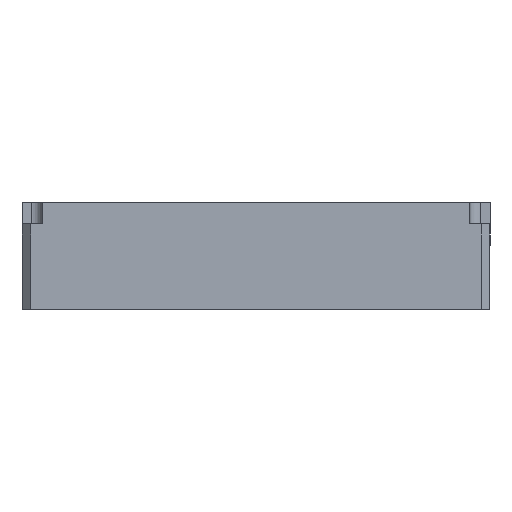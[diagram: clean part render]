
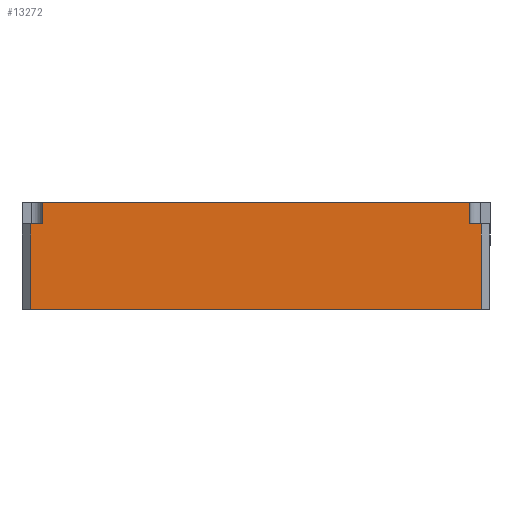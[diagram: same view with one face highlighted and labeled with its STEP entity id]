
A CAD part, front view. The second image highlights one B-rep face of the part: STEP entity #13272.
In plain terms, the highlighted planar face has unit normal (0, -1, 0).
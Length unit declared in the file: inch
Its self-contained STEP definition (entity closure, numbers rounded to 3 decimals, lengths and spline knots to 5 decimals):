
#178 = CARTESIAN_POINT ( 'NONE',  ( 0.13, 0., 0. ) ) ;
#570 = CARTESIAN_POINT ( 'NONE',  ( 0.296, 0., 1.5695 ) ) ;
#697 = CARTESIAN_POINT ( 'NONE',  ( 6.604, 0., 1.257 ) ) ;
#1296 = VERTEX_POINT ( 'NONE', #12478 ) ;
#1682 = ORIENTED_EDGE ( 'NONE', *, *, #10934, .F. ) ;
#1717 = EDGE_CURVE ( 'NONE', #12326, #14654, #10396, .T. ) ;
#1844 = DIRECTION ( 'NONE',  ( 0., 0., 1. ) ) ;
#1857 = VECTOR ( 'NONE', #3231, 39.37008 ) ;
#2991 = LINE ( 'NONE', #9299, #4691 ) ;
#2998 = LINE ( 'NONE', #697, #7079 ) ;
#3231 = DIRECTION ( 'NONE',  ( 0., 0., 1. ) ) ;
#3333 = ORIENTED_EDGE ( 'NONE', *, *, #13127, .T. ) ;
#3467 = LINE ( 'NONE', #4453, #1857 ) ;
#3529 = CARTESIAN_POINT ( 'NONE',  ( 0., 0., 1.257 ) ) ;
#3772 = CARTESIAN_POINT ( 'NONE',  ( 6.77, 0., 0. ) ) ;
#3858 = EDGE_CURVE ( 'NONE', #1296, #9537, #12957, .T. ) ;
#4026 = VECTOR ( 'NONE', #12847, 39.37008 ) ;
#4117 = VERTEX_POINT ( 'NONE', #3772 ) ;
#4223 = DIRECTION ( 'NONE',  ( 1., 0., 0. ) ) ;
#4226 = CARTESIAN_POINT ( 'NONE',  ( 6.77, 0., 1.257 ) ) ;
#4453 = CARTESIAN_POINT ( 'NONE',  ( 0.296, 0., 1.257 ) ) ;
#4558 = VERTEX_POINT ( 'NONE', #13341 ) ;
#4678 = DIRECTION ( 'NONE',  ( 1., 0., 0. ) ) ;
#4691 = VECTOR ( 'NONE', #4223, 39.37008 ) ;
#5317 = LINE ( 'NONE', #10073, #4026 ) ;
#5423 = DIRECTION ( 'NONE',  ( 0., 0., -1. ) ) ;
#6433 = CARTESIAN_POINT ( 'NONE',  ( 0.296, 0., 1.257 ) ) ;
#6622 = DIRECTION ( 'NONE',  ( 1., 0., 0. ) ) ;
#6840 = DIRECTION ( 'NONE',  ( 0., 0., 1. ) ) ;
#7079 = VECTOR ( 'NONE', #1844, 39.37008 ) ;
#7365 = LINE ( 'NONE', #3529, #10996 ) ;
#7691 = CARTESIAN_POINT ( 'NONE',  ( 6.9, 0., 1.257 ) ) ;
#7827 = ORIENTED_EDGE ( 'NONE', *, *, #9300, .F. ) ;
#7863 = CARTESIAN_POINT ( 'NONE',  ( 0.13, 0., 1.5695 ) ) ;
#8218 = EDGE_LOOP ( 'NONE', ( #12202, #10744, #7827, #9063, #16148, #3333, #12986, #1682 ) ) ;
#8613 = AXIS2_PLACEMENT_3D ( 'NONE', #14205, #11682, #6840 ) ;
#8617 = VECTOR ( 'NONE', #5423, 39.37008 ) ;
#8722 = EDGE_CURVE ( 'NONE', #15287, #4117, #5317, .T. ) ;
#8951 = VECTOR ( 'NONE', #6622, 39.37008 ) ;
#9063 = ORIENTED_EDGE ( 'NONE', *, *, #13736, .F. ) ;
#9216 = PLANE ( 'NONE',  #8613 ) ;
#9299 = CARTESIAN_POINT ( 'NONE',  ( 0.13, 0., 0. ) ) ;
#9300 = EDGE_CURVE ( 'NONE', #10746, #12326, #3467, .T. ) ;
#9537 = VERTEX_POINT ( 'NONE', #178 ) ;
#10073 = CARTESIAN_POINT ( 'NONE',  ( 6.77, 0., 1.5695 ) ) ;
#10396 = LINE ( 'NONE', #15297, #8951 ) ;
#10744 = ORIENTED_EDGE ( 'NONE', *, *, #1717, .F. ) ;
#10746 = VERTEX_POINT ( 'NONE', #6433 ) ;
#10934 = EDGE_CURVE ( 'NONE', #4558, #15287, #12703, .T. ) ;
#10996 = VECTOR ( 'NONE', #4678, 39.37008 ) ;
#11501 = CARTESIAN_POINT ( 'NONE',  ( 6.604, 0., 1.5695 ) ) ;
#11682 = DIRECTION ( 'NONE',  ( 0., 1., 0. ) ) ;
#12202 = ORIENTED_EDGE ( 'NONE', *, *, #14424, .T. ) ;
#12326 = VERTEX_POINT ( 'NONE', #570 ) ;
#12478 = CARTESIAN_POINT ( 'NONE',  ( 0.13, 0., 1.257 ) ) ;
#12703 = LINE ( 'NONE', #7691, #15775 ) ;
#12847 = DIRECTION ( 'NONE',  ( 0., 0., -1. ) ) ;
#12957 = LINE ( 'NONE', #7863, #8617 ) ;
#12986 = ORIENTED_EDGE ( 'NONE', *, *, #8722, .F. ) ;
#13127 = EDGE_CURVE ( 'NONE', #9537, #4117, #2991, .T. ) ;
#13272 = ADVANCED_FACE ( 'NONE', ( #14120 ), #9216, .F. ) ;
#13341 = CARTESIAN_POINT ( 'NONE',  ( 6.604, 0., 1.257 ) ) ;
#13736 = EDGE_CURVE ( 'NONE', #1296, #10746, #7365, .T. ) ;
#14079 = DIRECTION ( 'NONE',  ( 1., 0., 0. ) ) ;
#14120 = FACE_OUTER_BOUND ( 'NONE', #8218, .T. ) ;
#14205 = CARTESIAN_POINT ( 'NONE',  ( 0.13, 0., 1.5695 ) ) ;
#14424 = EDGE_CURVE ( 'NONE', #4558, #14654, #2998, .T. ) ;
#14654 = VERTEX_POINT ( 'NONE', #11501 ) ;
#15287 = VERTEX_POINT ( 'NONE', #4226 ) ;
#15297 = CARTESIAN_POINT ( 'NONE',  ( 0.13, 0., 1.5695 ) ) ;
#15775 = VECTOR ( 'NONE', #14079, 39.37008 ) ;
#16148 = ORIENTED_EDGE ( 'NONE', *, *, #3858, .T. ) ;
